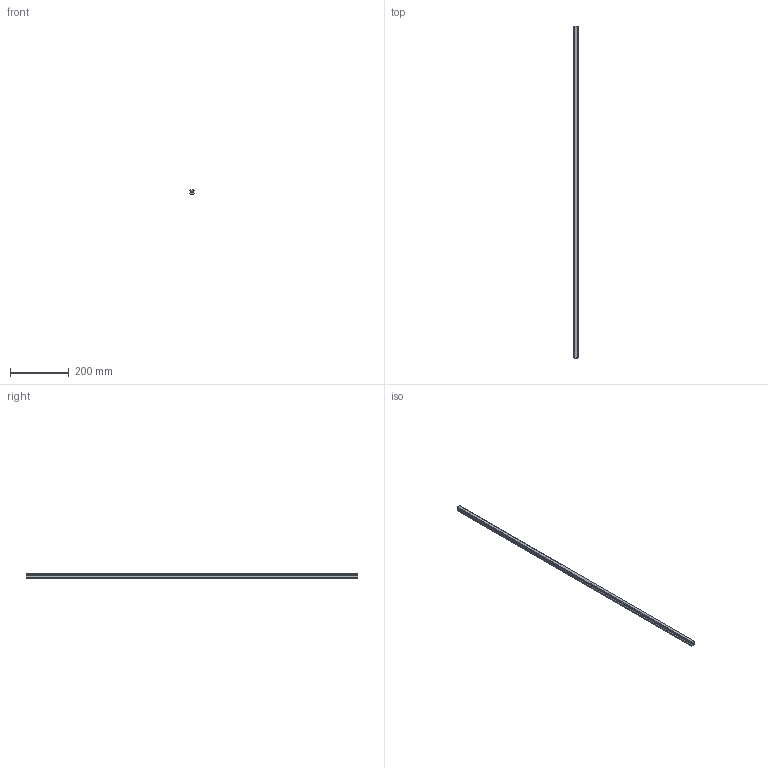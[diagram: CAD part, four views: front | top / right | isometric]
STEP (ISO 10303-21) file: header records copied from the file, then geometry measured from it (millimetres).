
FILE_DESCRIPTION(('STEP AP214'),'1');
FILE_NAME('cctmp_311DAE62-7193-455C-9307-3B8CDBE59BDE_2021_01_19_13_01_47_0218..stp','2021-01-19T12:01:47',('HIWIN GmbH'),('CADClick - www.CADClick.com'),'Spatial InterOp 3D',' ','unknown authorization');
FILE_SCHEMA(('AUTOMOTIVE_DESIGN'));
Length unit declared in the file: millimetre
Products named in the file (1): HGR15T1130C_FILE
Bounding box: 15 x 1130 x 15 mm (x, y, z)
Volume: 212093.8 mm3; surface area: 71932.6 mm2
Topology: 1 solids, 1 shells, 191 faces, 517 edges, 313 vertices
Faces by surface type: plane 89, cylinder 64, cone 38
Entity records: 7241 total; most frequent: DIRECTION 991, CARTESIAN_POINT 984, ORIENTED_EDGE 958, EDGE_CURVE 479, LINE 351, VECTOR 351, AXIS2_PLACEMENT_3D 320, VERTEX_POINT 313
